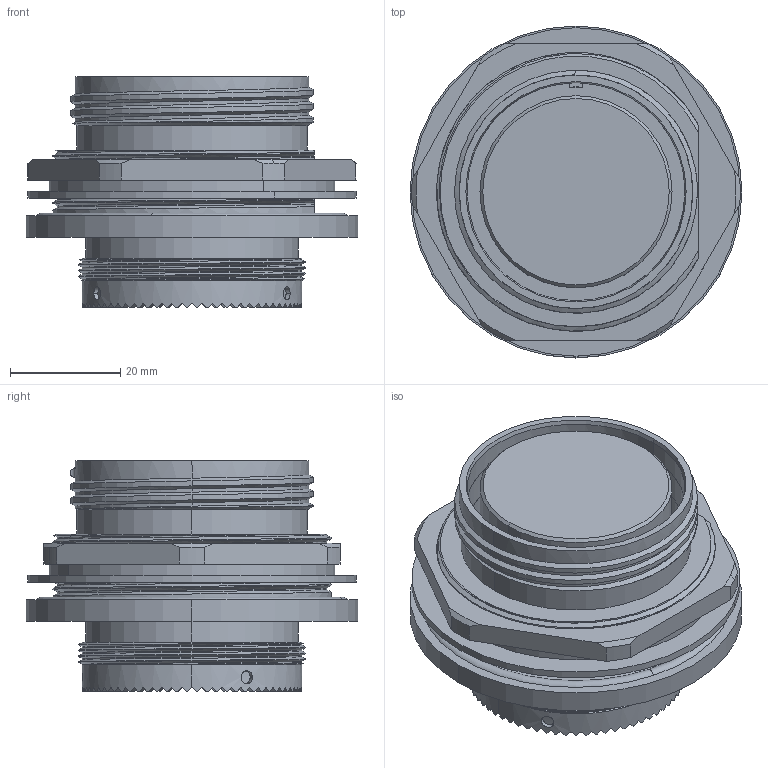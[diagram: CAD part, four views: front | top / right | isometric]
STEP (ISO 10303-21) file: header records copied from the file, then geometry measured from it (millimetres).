
FILE_DESCRIPTION (( 'STEP AP203' ), '1' );
FILE_NAME ('Size 27 Jam.STEP', '2019-04-17T18:48:45', ( '' ), ( '' ), 'SwSTEP 2.0', 'SolidWorks 2019', '' );
FILE_SCHEMA (( 'CONFIG_CONTROL_DESIGN' ));
Length unit declared in the file: inch
Products named in the file (1): Size 27 Jam
Bounding box: 60.33 x 60.33 x 41.91 mm (x, y, z)
Volume: 67615.6 mm3; surface area: 18850.3 mm2
Topology: 1 solids, 1 shells, 410 faces, 1168 edges, 776 vertices
Faces by surface type: plane 298, cylinder 75, cone 19, bspline 16, torus 2
Entity records: 18385 total; most frequent: CARTESIAN_POINT 8470, ORIENTED_EDGE 2336, DIRECTION 1922, EDGE_CURVE 1168, VERTEX_POINT 776, AXIS2_PLACEMENT_3D 767, EDGE_LOOP 426, FACE_OUTER_BOUND 410
